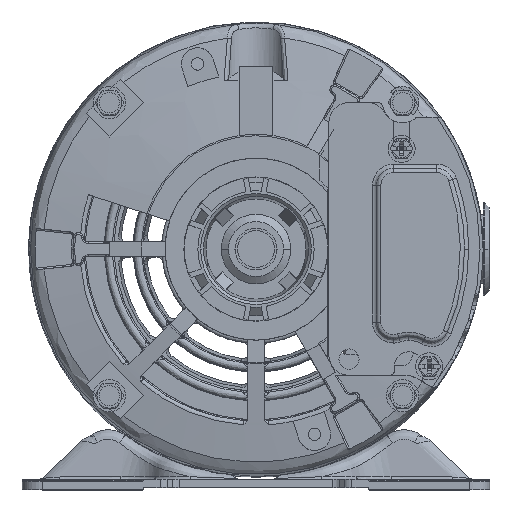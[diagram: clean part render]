
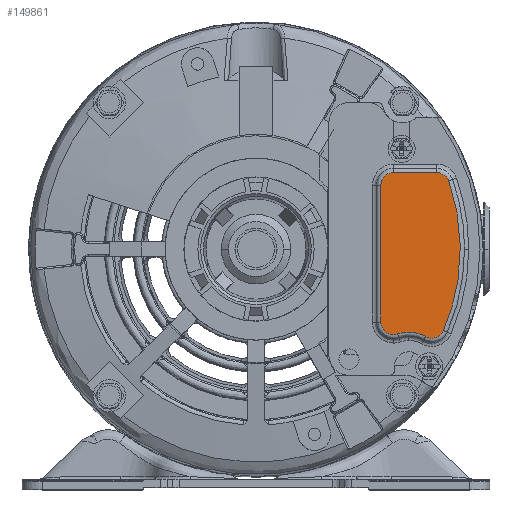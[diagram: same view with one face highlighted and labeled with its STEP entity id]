
A CAD part, top view. The second image highlights one B-rep face of the part: STEP entity #149861.
In plain terms, the highlighted planar face has unit normal (0, 0, 1).
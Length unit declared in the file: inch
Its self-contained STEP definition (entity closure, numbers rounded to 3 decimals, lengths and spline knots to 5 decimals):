
#777 = CARTESIAN_POINT ( 'NONE',  ( 2.57466, -0.41348, 2.55 ) ) ;
#2603 = CARTESIAN_POINT ( 'NONE',  ( 2.09735, -1.08045, 2.55 ) ) ;
#8263 = CARTESIAN_POINT ( 'NONE',  ( 2.59726, 0.23259, 2.55 ) ) ;
#9298 = CARTESIAN_POINT ( 'NONE',  ( 1.75119, -1.04963, 2.55 ) ) ;
#12365 = DIRECTION ( 'NONE',  ( 0., 1., 0. ) ) ;
#12789 = CARTESIAN_POINT ( 'NONE',  ( 1.54375, -0.902, 2.55 ) ) ;
#13333 =( BOUNDED_CURVE ( )  B_SPLINE_CURVE ( 3, ( #44131, #66461, #131039, #83888 ),
 .UNSPECIFIED., .F., .F. ) 
 B_SPLINE_CURVE_WITH_KNOTS ( ( 4, 4 ),
 ( 0., 1. ),
 .UNSPECIFIED. ) 
 CURVE ( )  GEOMETRIC_REPRESENTATION_ITEM ( )  RATIONAL_B_SPLINE_CURVE ( ( 1., 0.805, 0.805, 1. ) ) 
 REPRESENTATION_ITEM ( '' )  );
#15673 = CARTESIAN_POINT ( 'NONE',  ( 1.54375, -0.902, 2.55 ) ) ;
#17243 = ORIENTED_EDGE ( 'NONE', *, *, #91424, .F. ) ;
#18079 = EDGE_CURVE ( 'NONE', #147492, #40677, #52751, .T. ) ;
#18227 = CARTESIAN_POINT ( 'NONE',  ( 1.54375, -1.01989, 2.55 ) ) ;
#19828 = LINE ( 'NONE', #67007, #145722 ) ;
#21988 = EDGE_CURVE ( 'NONE', #40677, #30333, #118004, .T. ) ;
#25237 = CARTESIAN_POINT ( 'NONE',  ( 2.35893, 0.90669, 2.55 ) ) ;
#29348 = EDGE_CURVE ( 'NONE', #35115, #47335, #19828, .T. ) ;
#30333 = VERTEX_POINT ( 'NONE', #152138 ) ;
#30465 = CARTESIAN_POINT ( 'NONE',  ( 2.23446, 0.94625, 2.55 ) ) ;
#31276 = CARTESIAN_POINT ( 'NONE',  ( 1.54375, 0.79, 2.55 ) ) ;
#35104 = AXIS2_PLACEMENT_3D ( 'NONE', #115961, #135847, #68791 ) ;
#35115 = VERTEX_POINT ( 'NONE', #12789 ) ;
#37639 =( BOUNDED_CURVE ( )  B_SPLINE_CURVE ( 3, ( #105504, #43478, #142750, #120401 ),
 .UNSPECIFIED., .F., .F. ) 
 B_SPLINE_CURVE_WITH_KNOTS ( ( 4, 4 ),
 ( 0., 1. ),
 .UNSPECIFIED. ) 
 CURVE ( )  GEOMETRIC_REPRESENTATION_ITEM ( )  RATIONAL_B_SPLINE_CURVE ( ( 1., 0.941, 0.941, 1. ) ) 
 REPRESENTATION_ITEM ( '' )  );
#40677 = VERTEX_POINT ( 'NONE', #107806 ) ;
#41249 = CARTESIAN_POINT ( 'NONE',  ( 2.09735, -1.08045, 2.55 ) ) ;
#43478 = CARTESIAN_POINT ( 'NONE',  ( 1.99003, -1.02023, 2.55 ) ) ;
#43856 = EDGE_CURVE ( 'NONE', #112239, #113803, #37639, .T. ) ;
#44131 = CARTESIAN_POINT ( 'NONE',  ( 1.54375, 0.79, 2.55 ) ) ;
#47335 = VERTEX_POINT ( 'NONE', #31276 ) ;
#51313 = ORIENTED_EDGE ( 'NONE', *, *, #43856, .F. ) ;
#52751 = LINE ( 'NONE', #30465, #88251 ) ;
#53917 = ORIENTED_EDGE ( 'NONE', *, *, #18079, .F. ) ;
#54930 = ORIENTED_EDGE ( 'NONE', *, *, #86805, .F. ) ;
#58685 = CARTESIAN_POINT ( 'NONE',  ( 2.31712, -1.00643, 2.55 ) ) ;
#64967 = CARTESIAN_POINT ( 'NONE',  ( 2.38177, 0.84208, 2.55 ) ) ;
#66461 = CARTESIAN_POINT ( 'NONE',  ( 1.54375, 0.88153, 2.55 ) ) ;
#67007 = CARTESIAN_POINT ( 'NONE',  ( 1.54375, 0.79, 2.55 ) ) ;
#68791 = DIRECTION ( 'NONE',  ( 1., 0., 0. ) ) ;
#73790 = PLANE ( 'NONE',  #35104 ) ;
#74167 = EDGE_CURVE ( 'NONE', #30333, #148826, #96097, .T. ) ;
#77217 = CARTESIAN_POINT ( 'NONE',  ( 1.7, 0.94625, 2.55 ) ) ;
#78763 = ORIENTED_EDGE ( 'NONE', *, *, #29348, .F. ) ;
#82733 = CARTESIAN_POINT ( 'NONE',  ( 1.75119, -1.04963, 2.55 ) ) ;
#83394 = ORIENTED_EDGE ( 'NONE', *, *, #21988, .F. ) ;
#83888 = CARTESIAN_POINT ( 'NONE',  ( 1.7, 0.94625, 2.55 ) ) ;
#85260 = CARTESIAN_POINT ( 'NONE',  ( 2.31712, -1.00643, 2.55 ) ) ;
#86805 = EDGE_CURVE ( 'NONE', #47335, #147492, #13333, .T. ) ;
#88251 = VECTOR ( 'NONE', #117364, 39.37008 ) ;
#91424 = EDGE_CURVE ( 'NONE', #113803, #35115, #120572, .T. ) ;
#92255 = CARTESIAN_POINT ( 'NONE',  ( 2.30298, 0.94625, 2.55 ) ) ;
#94087 = EDGE_LOOP ( 'NONE', ( #78763, #17243, #51313, #113505, #153630, #83394, #53917, #54930 ) ) ;
#96097 =( BOUNDED_CURVE ( )  B_SPLINE_CURVE ( 3, ( #109990, #8263, #777, #85260 ),
 .UNSPECIFIED., .F., .F. ) 
 B_SPLINE_CURVE_WITH_KNOTS ( ( 4, 4 ),
 ( 0., 1. ),
 .UNSPECIFIED. ) 
 CURVE ( )  GEOMETRIC_REPRESENTATION_ITEM ( )  RATIONAL_B_SPLINE_CURVE ( ( 1., 0.954, 0.954, 1. ) ) 
 REPRESENTATION_ITEM ( '' )  );
#96291 =( BOUNDED_CURVE ( )  B_SPLINE_CURVE ( 3, ( #58685, #135602, #133151, #41249 ),
 .UNSPECIFIED., .F., .F. ) 
 B_SPLINE_CURVE_WITH_KNOTS ( ( 4, 4 ),
 ( 0., 1. ),
 .UNSPECIFIED. ) 
 CURVE ( )  GEOMETRIC_REPRESENTATION_ITEM ( )  RATIONAL_B_SPLINE_CURVE ( ( 1., 0.78, 0.78, 1. ) ) 
 REPRESENTATION_ITEM ( '' )  );
#105504 = CARTESIAN_POINT ( 'NONE',  ( 2.09735, -1.08045, 2.55 ) ) ;
#107806 = CARTESIAN_POINT ( 'NONE',  ( 2.23446, 0.94625, 2.55 ) ) ;
#109990 = CARTESIAN_POINT ( 'NONE',  ( 2.38177, 0.84208, 2.55 ) ) ;
#112239 = VERTEX_POINT ( 'NONE', #2603 ) ;
#113505 = ORIENTED_EDGE ( 'NONE', *, *, #129084, .F. ) ;
#113803 = VERTEX_POINT ( 'NONE', #9298 ) ;
#115961 = CARTESIAN_POINT ( 'NONE',  ( 2.1738, -0.94418, 2.55 ) ) ;
#117364 = DIRECTION ( 'NONE',  ( 1., 0., 0. ) ) ;
#118004 =( BOUNDED_CURVE ( )  B_SPLINE_CURVE ( 3, ( #151941, #92255, #25237, #64967 ),
 .UNSPECIFIED., .F., .F. ) 
 B_SPLINE_CURVE_WITH_KNOTS ( ( 4, 4 ),
 ( 0., 1. ),
 .UNSPECIFIED. ) 
 CURVE ( )  GEOMETRIC_REPRESENTATION_ITEM ( )  RATIONAL_B_SPLINE_CURVE ( ( 1., 0.878, 0.878, 1. ) ) 
 REPRESENTATION_ITEM ( '' )  );
#120401 = CARTESIAN_POINT ( 'NONE',  ( 1.75119, -1.04963, 2.55 ) ) ;
#120572 =( BOUNDED_CURVE ( )  B_SPLINE_CURVE ( 3, ( #82733, #152390, #18227, #15673 ),
 .UNSPECIFIED., .F., .F. ) 
 B_SPLINE_CURVE_WITH_KNOTS ( ( 4, 4 ),
 ( 0., 1. ),
 .UNSPECIFIED. ) 
 CURVE ( )  GEOMETRIC_REPRESENTATION_ITEM ( )  RATIONAL_B_SPLINE_CURVE ( ( 1., 0.72, 0.72, 1. ) ) 
 REPRESENTATION_ITEM ( '' )  );
#128593 = CARTESIAN_POINT ( 'NONE',  ( 2.31712, -1.00643, 2.55 ) ) ;
#129084 = EDGE_CURVE ( 'NONE', #148826, #112239, #96291, .T. ) ;
#131039 = CARTESIAN_POINT ( 'NONE',  ( 1.60847, 0.94625, 2.55 ) ) ;
#133151 = CARTESIAN_POINT ( 'NONE',  ( 2.18375, -1.12893, 2.55 ) ) ;
#133397 = FACE_OUTER_BOUND ( 'NONE', #94087, .T. ) ;
#135602 = CARTESIAN_POINT ( 'NONE',  ( 2.27765, -1.0973, 2.55 ) ) ;
#135847 = DIRECTION ( 'NONE',  ( 0., 0., 1. ) ) ;
#142750 = CARTESIAN_POINT ( 'NONE',  ( 1.86745, -1.00932, 2.55 ) ) ;
#145722 = VECTOR ( 'NONE', #12365, 39.37008 ) ;
#147492 = VERTEX_POINT ( 'NONE', #77217 ) ;
#148826 = VERTEX_POINT ( 'NONE', #128593 ) ;
#149861 = ADVANCED_FACE ( 'NONE', ( #133397 ), #73790, .T. ) ;
#151941 = CARTESIAN_POINT ( 'NONE',  ( 2.23446, 0.94625, 2.55 ) ) ;
#152138 = CARTESIAN_POINT ( 'NONE',  ( 2.38177, 0.84208, 2.55 ) ) ;
#152390 = CARTESIAN_POINT ( 'NONE',  ( 1.6398, -1.08825, 2.55 ) ) ;
#153630 = ORIENTED_EDGE ( 'NONE', *, *, #74167, .F. ) ;
